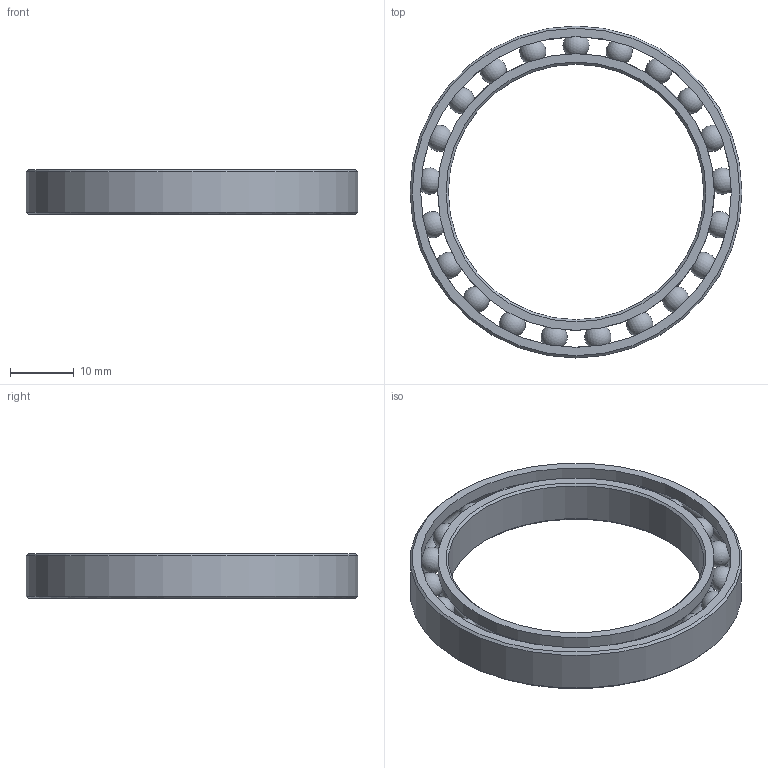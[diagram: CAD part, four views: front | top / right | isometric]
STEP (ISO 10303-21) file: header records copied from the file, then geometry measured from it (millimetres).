
FILE_DESCRIPTION(/* description */ (''),/* implementation_level */ '2;1');
FILE_NAME(/* name */ 'MM-6656K132-BallBearing.step',/* time_stamp */ '2022-11-18T00:21:37-05:00',/* author */ (''),/* organization */ (''),/* preprocessor_version */ 'ST-DEVELOPER v19.2',/* originating_system */ 'Autodesk Translation Framework v11.17.0.187',/* authorisation */ '');
FILE_SCHEMA (('AUTOMOTIVE_DESIGN { 1 0 10303 214 3 1 1 }'));
Length unit declared in the file: millimetre
Products named in the file (1): 6656K132_Ultra-Thin Ball Bearing
Bounding box: 52 x 52 x 7 mm (x, y, z)
Volume: 3645.6 mm3; surface area: 6120 mm2
Topology: 23 solids, 23 shells, 39 faces, 105 edges, 68 vertices
Faces by surface type: sphere 21, cylinder 8, cone 4, plane 4, torus 2
Full cylindrical faces by diameter (mm): 40 x1, 43.333 x2, 48.667 x2, 52 x1
Entity records: 1061 total; most frequent: CARTESIAN_POINT 195, DIRECTION 184, ORIENTED_EDGE 126, AXIS2_PLACEMENT_3D 85, VERTEX_POINT 68, EDGE_CURVE 63, CIRCLE 45, EDGE_LOOP 41
